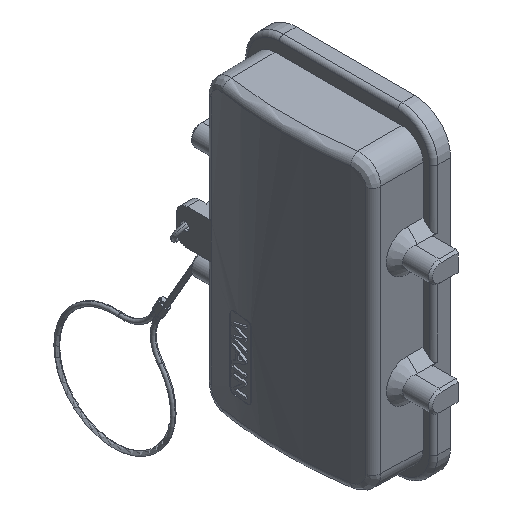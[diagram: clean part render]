
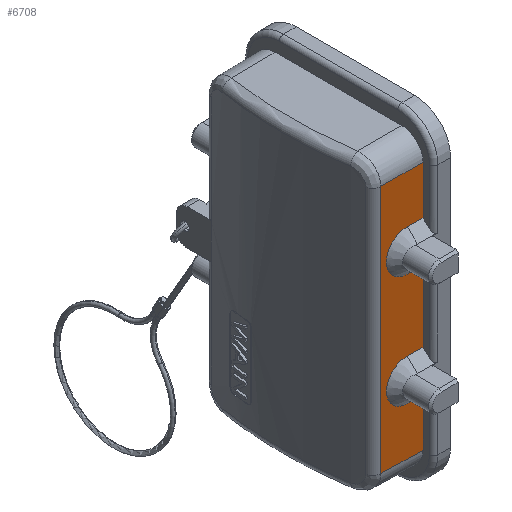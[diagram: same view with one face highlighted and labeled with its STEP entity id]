
A CAD part, isometric view. The second image highlights one B-rep face of the part: STEP entity #6708.
In plain terms, the highlighted planar face has unit normal (-0.009, -1, 0).
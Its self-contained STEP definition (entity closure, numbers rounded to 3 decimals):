
#1053=DIRECTION('',(0.,0.,-1.));
#1054=VECTOR('',#1053,58.828);
#1055=CARTESIAN_POINT('',(3.634,-19.914,29.414));
#1056=LINE('',#1055,#1054);
#1432=DIRECTION('',(0.,0.,-1.));
#1433=VECTOR('',#1432,11.433);
#1434=CARTESIAN_POINT('',(13.5,-20.,-18.067));
#1435=LINE('',#1434,#1433);
#1436=DIRECTION('',(-1.,0.009,0.009));
#1437=VECTOR('',#1436,9.867);
#1438=CARTESIAN_POINT('',(13.5,-20.,-29.5));
#1439=LINE('',#1438,#1437);
#1440=DIRECTION('',(1.,-0.009,0.009));
#1441=VECTOR('',#1440,9.867);
#1442=CARTESIAN_POINT('',(3.634,-19.914,29.414));
#1443=LINE('',#1442,#1441);
#1444=DIRECTION('',(0.,0.,-1.));
#1445=VECTOR('',#1444,11.433);
#1446=CARTESIAN_POINT('',(13.5,-20.,29.5));
#1447=LINE('',#1446,#1445);
#1448=DIRECTION('',(-1.,0.009,0.008));
#1449=VECTOR('',#1448,3.7);
#1450=CARTESIAN_POINT('',(13.5,-20.,18.067));
#1451=LINE('',#1450,#1449);
#1452=CARTESIAN_POINT('',(9.8,-19.968,18.098));
#1453=CARTESIAN_POINT('',(9.399,-19.964,18.101));
#1454=CARTESIAN_POINT('',(8.623,-19.957,18.012));
#1455=CARTESIAN_POINT('',(7.505,-19.948,17.597));
#1456=CARTESIAN_POINT('',(6.527,-19.939,16.926));
#1457=CARTESIAN_POINT('',(5.745,-19.932,16.052));
#1458=CARTESIAN_POINT('',(5.188,-19.927,15.004));
#1459=CARTESIAN_POINT('',(4.901,-19.925,13.855));
#1460=CARTESIAN_POINT('',(4.897,-19.925,12.674));
#1461=CARTESIAN_POINT('',(5.177,-19.927,11.526));
#1462=CARTESIAN_POINT('',(5.726,-19.932,10.475));
#1463=CARTESIAN_POINT('',(6.507,-19.939,9.59));
#1464=CARTESIAN_POINT('',(7.492,-19.948,8.908));
#1465=CARTESIAN_POINT('',(8.62,-19.957,8.488));
#1466=CARTESIAN_POINT('',(9.398,-19.964,8.399));
#1467=CARTESIAN_POINT('',(9.8,-19.968,8.402));
#1469=DIRECTION('',(1.,-0.009,0.008));
#1470=VECTOR('',#1469,3.7);
#1471=CARTESIAN_POINT('',(9.8,-19.968,8.402));
#1472=LINE('',#1471,#1470);
#1473=DIRECTION('',(0.,0.,-1.));
#1474=VECTOR('',#1473,16.866);
#1475=CARTESIAN_POINT('',(13.5,-20.,8.433));
#1476=LINE('',#1475,#1474);
#1477=DIRECTION('',(-1.,0.009,0.008));
#1478=VECTOR('',#1477,3.7);
#1479=CARTESIAN_POINT('',(13.5,-20.,-8.433));
#1480=LINE('',#1479,#1478);
#1481=CARTESIAN_POINT('',(9.8,-19.968,
-8.402));
#1482=CARTESIAN_POINT('',(9.399,-19.964,
-8.399));
#1483=CARTESIAN_POINT('',(8.623,-19.957,
-8.488));
#1484=CARTESIAN_POINT('',(7.505,-19.948,
-8.903));
#1485=CARTESIAN_POINT('',(6.527,-19.939,
-9.574));
#1486=CARTESIAN_POINT('',(5.745,-19.932,
-10.448));
#1487=CARTESIAN_POINT('',(5.188,-19.927,
-11.496));
#1488=CARTESIAN_POINT('',(4.901,-19.925,
-12.645));
#1489=CARTESIAN_POINT('',(4.897,-19.925,
-13.826));
#1490=CARTESIAN_POINT('',(5.177,-19.927,
-14.974));
#1491=CARTESIAN_POINT('',(5.726,-19.932,
-16.025));
#1492=CARTESIAN_POINT('',(6.507,-19.939,
-16.91));
#1493=CARTESIAN_POINT('',(7.492,-19.948,
-17.592));
#1494=CARTESIAN_POINT('',(8.62,-19.957,
-18.012));
#1495=CARTESIAN_POINT('',(9.398,-19.964,
-18.101));
#1496=CARTESIAN_POINT('',(9.8,-19.968,
-18.098));
#1498=DIRECTION('',(1.,-0.009,0.008));
#1499=VECTOR('',#1498,3.7);
#1500=CARTESIAN_POINT('',(9.8,-19.968,
-18.098));
#1501=LINE('',#1500,#1499);
#4366=CARTESIAN_POINT('',(3.634,-19.914,29.414));
#4367=VERTEX_POINT('',#4366);
#4368=CARTESIAN_POINT('',(3.634,-19.914,
-29.414));
#4369=VERTEX_POINT('',#4368);
#4476=CARTESIAN_POINT('',(9.8,-19.968,
-18.098));
#4478=VERTEX_POINT('',#4476);
#4479=CARTESIAN_POINT('',(13.5,-20.,-18.067));
#4480=VERTEX_POINT('',#4479);
#4483=VERTEX_POINT('',#1481);
#4504=CARTESIAN_POINT('',(13.5,-20.,-8.433));
#4505=VERTEX_POINT('',#4504);
#4508=CARTESIAN_POINT('',(13.5,-20.,-29.5));
#4509=VERTEX_POINT('',#4508);
#4510=CARTESIAN_POINT('',(13.5,-20.,29.5));
#4511=VERTEX_POINT('',#4510);
#4512=CARTESIAN_POINT('',(13.5,-20.,18.067));
#4513=VERTEX_POINT('',#4512);
#4514=CARTESIAN_POINT('',(9.8,-19.968,18.098));
#4515=VERTEX_POINT('',#4514);
#4516=VERTEX_POINT('',#1467);
#4517=CARTESIAN_POINT('',(13.5,-20.,8.433));
#4518=VERTEX_POINT('',#4517);
#6681=CARTESIAN_POINT('',(13.5,-20.,8.433));
#6682=DIRECTION('',(-0.009,-1.,0.));
#6683=DIRECTION('',(1.,-0.009,0.));
#6684=AXIS2_PLACEMENT_3D('',#6681,#6682,#6683);
#6685=PLANE('',#6684);
#6687=ORIENTED_EDGE('',*,*,#6686,.T.);
#6689=ORIENTED_EDGE('',*,*,#6688,.T.);
#6690=ORIENTED_EDGE('',*,*,#6099,.F.);
#6692=ORIENTED_EDGE('',*,*,#6691,.T.);
#6694=ORIENTED_EDGE('',*,*,#6693,.T.);
#6696=ORIENTED_EDGE('',*,*,#6695,.T.);
#6698=ORIENTED_EDGE('',*,*,#6697,.T.);
#6700=ORIENTED_EDGE('',*,*,#6699,.T.);
#6702=ORIENTED_EDGE('',*,*,#6701,.T.);
#6703=ORIENTED_EDGE('',*,*,#6672,.T.);
#6704=ORIENTED_EDGE('',*,*,#6576,.T.);
#6705=ORIENTED_EDGE('',*,*,#6561,.T.);
#6706=EDGE_LOOP('',(#6687,#6689,#6690,#6692,#6694,#6696,#6698,#6700,#6702,#6703,
#6704,#6705));
#6707=FACE_OUTER_BOUND('',#6706,.F.);
#1468=B_SPLINE_CURVE_WITH_KNOTS('',3,(#1452,#1453,#1454,#1455,#1456,#1457,#1458,
#1459,#1460,#1461,#1462,#1463,#1464,#1465,#1466,#1467),.UNSPECIFIED.,.F.,.F.,(4,
1,1,1,1,1,1,1,1,1,1,1,1,4),(0.,0.077,0.154,
0.231,0.308,0.385,0.462,
0.538,0.615,0.692,0.769,
0.846,0.923,1.),.UNSPECIFIED.);
#1497=B_SPLINE_CURVE_WITH_KNOTS('',3,(#1481,#1482,#1483,#1484,#1485,#1486,#1487,
#1488,#1489,#1490,#1491,#1492,#1493,#1494,#1495,#1496),.UNSPECIFIED.,.F.,.F.,(4,
1,1,1,1,1,1,1,1,1,1,1,1,4),(0.,0.077,0.154,
0.231,0.308,0.385,0.462,
0.538,0.615,0.692,0.769,
0.846,0.923,1.),.UNSPECIFIED.);
#6099=EDGE_CURVE('',#4367,#4369,#1056,.T.);
#6561=EDGE_CURVE('',#4478,#4480,#1501,.T.);
#6576=EDGE_CURVE('',#4483,#4478,#1497,.T.);
#6672=EDGE_CURVE('',#4505,#4483,#1480,.T.);
#6686=EDGE_CURVE('',#4480,#4509,#1435,.T.);
#6688=EDGE_CURVE('',#4509,#4369,#1439,.T.);
#6691=EDGE_CURVE('',#4367,#4511,#1443,.T.);
#6693=EDGE_CURVE('',#4511,#4513,#1447,.T.);
#6695=EDGE_CURVE('',#4513,#4515,#1451,.T.);
#6697=EDGE_CURVE('',#4515,#4516,#1468,.T.);
#6699=EDGE_CURVE('',#4516,#4518,#1472,.T.);
#6701=EDGE_CURVE('',#4518,#4505,#1476,.T.);
#6708=ADVANCED_FACE('',(#6707),#6685,.T.);
